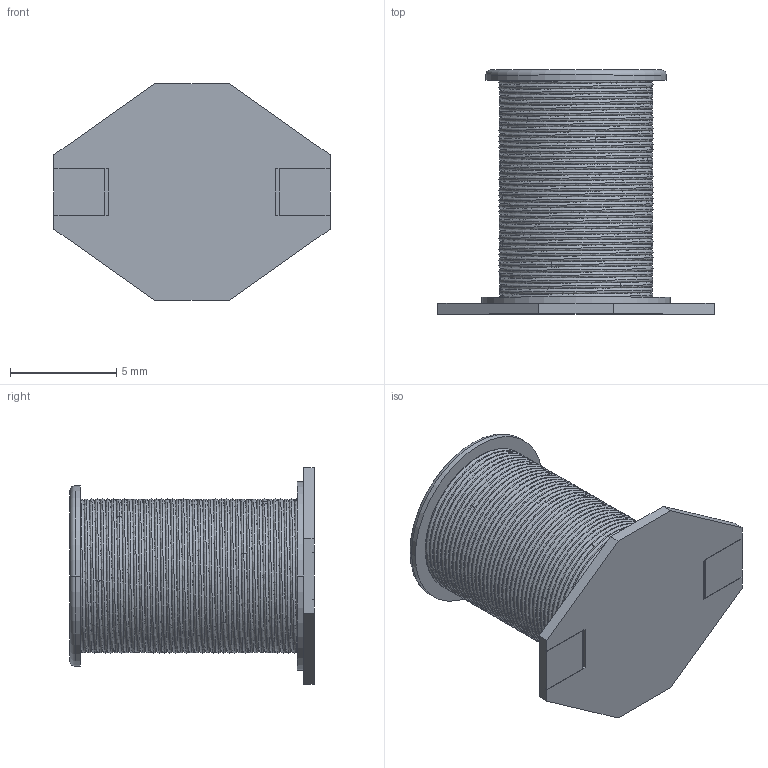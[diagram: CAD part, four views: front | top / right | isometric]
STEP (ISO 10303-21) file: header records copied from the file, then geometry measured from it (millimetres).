
FILE_DESCRIPTION((''),'2;1');
FILE_NAME('PM3340','2012-08-15T',('ryans'),('Bourns, Inc.'),'PRO/ENGINEER BY PARAMETRIC TECHNOLOGY CORPORATION, 2010100','PRO/ENGINEER BY PARAMETRIC TECHNOLOGY CORPORATION, 2010100','');
FILE_SCHEMA(('CONFIG_CONTROL_DESIGN'));
Length unit declared in the file: millimetre
Products named in the file (1): PM3340
Bounding box: 13 x 11.5 x 10.2 mm (x, y, z)
Volume: 141.6 mm3; surface area: 1051.1 mm2
Topology: 1 solids, 1 shells, 61 faces, 146 edges, 90 vertices
Faces by surface type: plane 33, bspline 22, cylinder 4, torus 2
Entity records: 22111 total; most frequent: CARTESIAN_POINT 20812, ORIENTED_EDGE 292, DIRECTION 190, EDGE_CURVE 146, VERTEX_POINT 90, VECTOR 88, LINE 88, EDGE_LOOP 64
